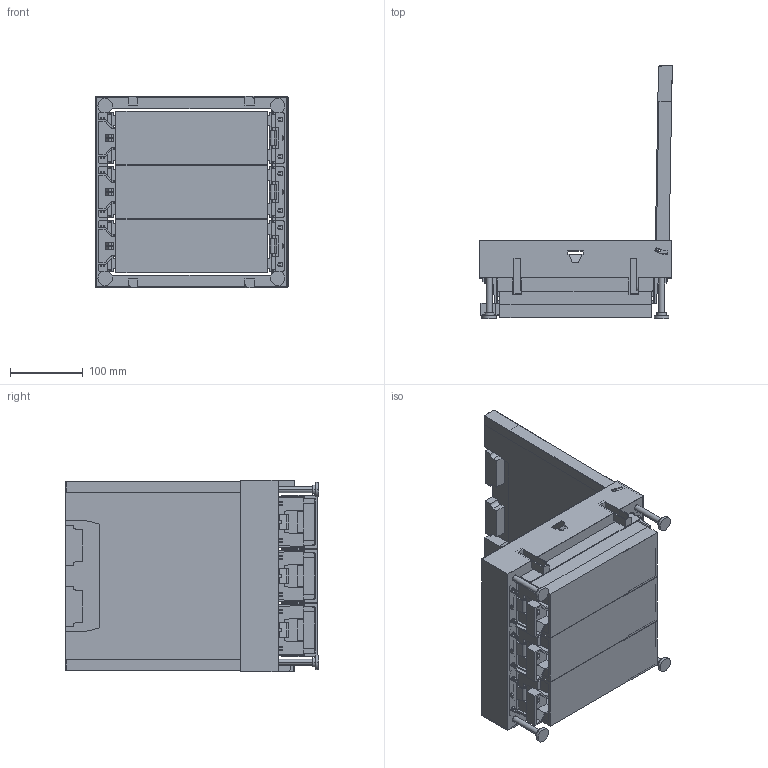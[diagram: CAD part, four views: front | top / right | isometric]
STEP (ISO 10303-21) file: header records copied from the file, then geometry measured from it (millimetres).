
FILE_DESCRIPTION(('CATIA V5 STEP Exchange','CAx-IF Rec.Pracs.--- Model Styling and Organization---1.5--- 2016-08-15','CAx-IF Rec.Pracs.---Supplemental Geometry---1.0---2011-11-01','CAx-IF Rec.Pracs.--- Composite Materials ---3.4---2017-06-13','CAx-IF Rec.Pracs.---Tessellated 3D Geometry---1.0---2015-12-17'),'2;1');
FILE_NAME('LG-080738-S_open.stp','2025-05-02T08:09:55+00:00',('none'),('none'),'CATIA Version 5-6 Release 2020','CATIA V5 STEP AP242 v1','none');
FILE_SCHEMA(('AP242_MANAGED_MODEL_BASED_3D_ENGINEERING_MIM_LF {1 0 10303 442 1 1 4}'));
Length unit declared in the file: millimetre
Products named in the file (7): A029404_A; A027675_A-ASS PLANCHER TECHNIQUE; D012817_A-MOD; D012820_A-MO1; GF00140_A-MOD; A027982_A-S_107mm; AO11399_A-S
Assembly tree (8 placements, depth 3):
  A029404_A
    A027675_A-ASS PLANCHER TECHNIQUE  x3
      D012817_A-MOD
      D012820_A-MO1
      GF00140_A-MOD
    A027982_A-S_107mm
    AO11399_A-S
Bounding box: 265.51 x 348.75 x 264.1 mm (x, y, z)
Volume: 948834.1 mm3; surface area: 771400.3 mm2
Topology: 14 solids, 14 shells, 1382 faces, 3815 edges, 2504 vertices
Faces by surface type: plane 1181, cylinder 201
Entity records: 21358 total; most frequent: CARTESIAN_POINT 4361, ORIENTED_EDGE 3858, DIRECTION 2804, EDGE_CURVE 1929, VECTOR 1652, LINE 1652, VERTEX_POINT 1268, EDGE_LOOP 791
